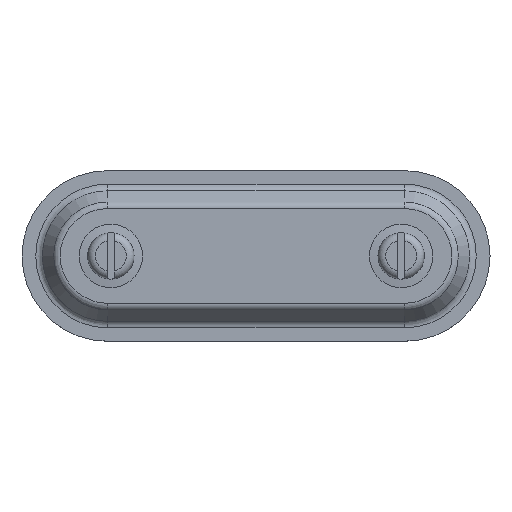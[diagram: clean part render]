
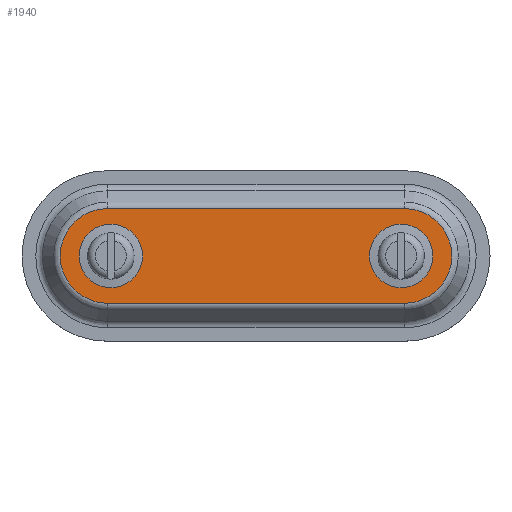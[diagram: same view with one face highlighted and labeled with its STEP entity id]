
A CAD part, top view. The second image highlights one B-rep face of the part: STEP entity #1940.
In plain terms, the highlighted planar face has unit normal (0, 0, 1).
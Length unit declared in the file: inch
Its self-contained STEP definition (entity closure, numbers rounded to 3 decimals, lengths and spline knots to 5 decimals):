
#186=FACE_BOUND('',#526,.T.);
#187=FACE_BOUND('',#527,.T.);
#256=CIRCLE('',#2215,0.37346);
#257=CIRCLE('',#2216,0.37346);
#258=CIRCLE('',#2217,0.1094);
#259=CIRCLE('',#2218,0.1094);
#383=FACE_OUTER_BOUND('',#525,.T.);
#525=EDGE_LOOP('',(#1669,#1670,#1671,#1672));
#526=EDGE_LOOP('',(#1673));
#527=EDGE_LOOP('',(#1674));
#663=LINE('',#3633,#793);
#664=LINE('',#3636,#794);
#793=VECTOR('',#2693,2.3375);
#794=VECTOR('',#2696,2.3375);
#953=VERTEX_POINT('',#3629);
#954=VERTEX_POINT('',#3630);
#955=VERTEX_POINT('',#3632);
#956=VERTEX_POINT('',#3634);
#957=VERTEX_POINT('',#3637);
#958=VERTEX_POINT('',#3639);
#1197=EDGE_CURVE('',#953,#954,#256,.T.);
#1198=EDGE_CURVE('',#954,#955,#663,.T.);
#1199=EDGE_CURVE('',#955,#956,#257,.T.);
#1200=EDGE_CURVE('',#956,#953,#664,.T.);
#1201=EDGE_CURVE('',#957,#957,#258,.T.);
#1202=EDGE_CURVE('',#958,#958,#259,.T.);
#1669=ORIENTED_EDGE('',*,*,#1197,.T.);
#1670=ORIENTED_EDGE('',*,*,#1198,.T.);
#1671=ORIENTED_EDGE('',*,*,#1199,.T.);
#1672=ORIENTED_EDGE('',*,*,#1200,.T.);
#1673=ORIENTED_EDGE('',*,*,#1201,.T.);
#1674=ORIENTED_EDGE('',*,*,#1202,.T.);
#1837=PLANE('',#2214);
#1940=ADVANCED_FACE('',(#383,#186,#187),#1837,.T.);
#2214=AXIS2_PLACEMENT_3D('',#3628,#2689,#2690);
#2215=AXIS2_PLACEMENT_3D('',#3631,#2691,#2692);
#2216=AXIS2_PLACEMENT_3D('',#3635,#2694,#2695);
#2217=AXIS2_PLACEMENT_3D('',#3638,#2697,#2698);
#2218=AXIS2_PLACEMENT_3D('',#3640,#2699,#2700);
#2689=DIRECTION('center_axis',(0.,0.,1.));
#2690=DIRECTION('ref_axis',(1.,0.,0.));
#2691=DIRECTION('center_axis',(0.,0.,1.));
#2692=DIRECTION('ref_axis',(1.,0.,0.));
#2693=DIRECTION('',(1.,0.,0.));
#2694=DIRECTION('center_axis',(0.,0.,1.));
#2695=DIRECTION('ref_axis',(1.,0.,0.));
#2696=DIRECTION('',(-1.,0.,0.));
#2697=DIRECTION('center_axis',(0.,0.,-1.));
#2698=DIRECTION('ref_axis',(-1.,0.,0.));
#2699=DIRECTION('center_axis',(0.,0.,-1.));
#2700=DIRECTION('ref_axis',(-1.,0.,0.));
#3628=CARTESIAN_POINT('Origin',(-2.,0.,0.2625));
#3629=CARTESIAN_POINT('',(-1.99688,0.37346,0.2625));
#3630=CARTESIAN_POINT('',(-1.99688,-0.37346,0.2625));
#3631=CARTESIAN_POINT('Origin',(-1.99688,0.,0.2625));
#3632=CARTESIAN_POINT('',(0.34063,-0.37346,0.2625));
#3633=CARTESIAN_POINT('',(-1.99688,-0.37346,0.2625));
#3634=CARTESIAN_POINT('',(0.34063,0.37346,0.2625));
#3635=CARTESIAN_POINT('Origin',(0.34063,0.,0.2625));
#3636=CARTESIAN_POINT('',(0.34063,0.37346,0.2625));
#3637=CARTESIAN_POINT('',(-2.08128,0.,0.2625));
#3638=CARTESIAN_POINT('Origin',(-1.97188,0.,0.2625));
#3639=CARTESIAN_POINT('',(0.20623,0.,0.2625));
#3640=CARTESIAN_POINT('Origin',(0.31563,0.,0.2625));
